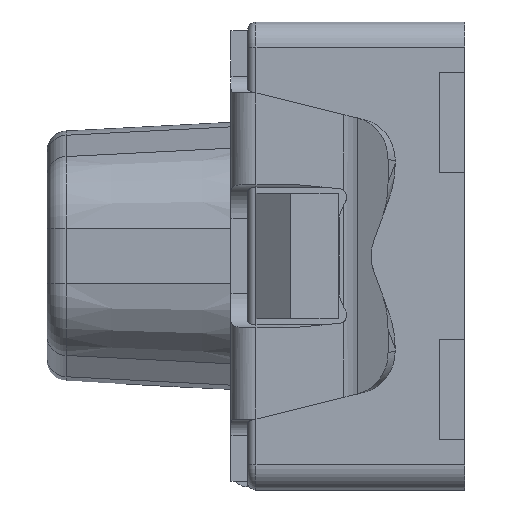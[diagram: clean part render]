
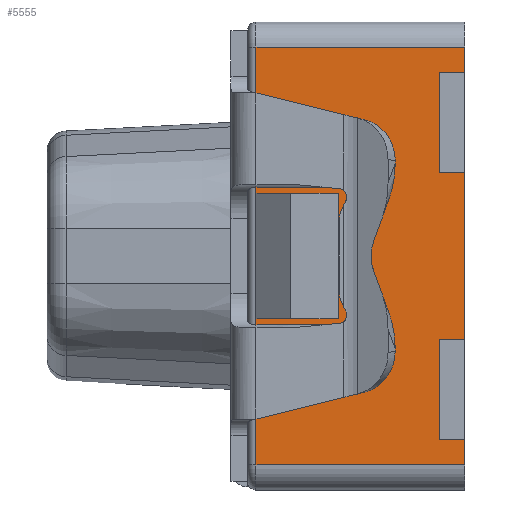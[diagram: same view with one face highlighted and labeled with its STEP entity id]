
A CAD part, left-side view. The second image highlights one B-rep face of the part: STEP entity #5555.
In plain terms, the highlighted planar face has unit normal (-1, 0, 0).
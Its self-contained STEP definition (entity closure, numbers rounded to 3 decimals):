
#41 = EDGE_CURVE ( 'NONE', #1588, #79, #3886, .T. ) ;
#78 = CARTESIAN_POINT ( 'NONE',  ( -1.9, -1.4, 1.25 ) ) ;
#79 = VERTEX_POINT ( 'NONE', #6916 ) ;
#165 = ORIENTED_EDGE ( 'NONE', *, *, #1937, .T. ) ;
#173 = DIRECTION ( 'NONE',  ( 0., 0., -1. ) ) ;
#214 = LINE ( 'NONE', #7585, #5218 ) ;
#316 = VERTEX_POINT ( 'NONE', #2916 ) ;
#464 = ORIENTED_EDGE ( 'NONE', *, *, #926, .T. ) ;
#633 = EDGE_CURVE ( 'NONE', #7113, #3304, #214, .T. ) ;
#918 = CARTESIAN_POINT ( 'NONE',  ( -1.9, -0.15, 1.25 ) ) ;
#926 = EDGE_CURVE ( 'NONE', #316, #2561, #5311, .T. ) ;
#1049 = CARTESIAN_POINT ( 'NONE',  ( -1.9, -1.4, -0.5 ) ) ;
#1076 = EDGE_LOOP ( 'NONE', ( #4006, #4710, #5084, #1321, #165, #7935, #3733, #6979, #464, #5002, #2325, #1413 ) ) ;
#1125 = VERTEX_POINT ( 'NONE', #3381 ) ;
#1254 = CARTESIAN_POINT ( 'NONE',  ( -1.9, -1.4, -1.25 ) ) ;
#1312 = CARTESIAN_POINT ( 'NONE',  ( -1.9, -1.4, -1.25 ) ) ;
#1321 = ORIENTED_EDGE ( 'NONE', *, *, #6213, .T. ) ;
#1413 = ORIENTED_EDGE ( 'NONE', *, *, #6646, .F. ) ;
#1485 = DIRECTION ( 'NONE',  ( 0., 1., 0. ) ) ;
#1497 = VERTEX_POINT ( 'NONE', #1312 ) ;
#1588 = VERTEX_POINT ( 'NONE', #918 ) ;
#1656 = CARTESIAN_POINT ( 'NONE',  ( -1.9, -7.52, -1.1 ) ) ;
#1775 = EDGE_CURVE ( 'NONE', #1497, #1125, #3766, .T. ) ;
#1778 = LINE ( 'NONE', #6982, #3977 ) ;
#1792 = LINE ( 'NONE', #5057, #7641 ) ;
#1803 = CARTESIAN_POINT ( 'NONE',  ( -1.9, -1.25, -0.5 ) ) ;
#1805 = LINE ( 'NONE', #7255, #3246 ) ;
#1865 = DIRECTION ( 'NONE',  ( 0., 0., 1. ) ) ;
#1936 = CARTESIAN_POINT ( 'NONE',  ( -1.9, -7.52, -0.5 ) ) ;
#1937 = EDGE_CURVE ( 'NONE', #5004, #6801, #6260, .T. ) ;
#2048 = DIRECTION ( 'NONE',  ( 0., 1., 0. ) ) ;
#2177 = CARTESIAN_POINT ( 'NONE',  ( -1.9, -1.4, -1.25 ) ) ;
#2246 = VECTOR ( 'NONE', #1865, 1000. ) ;
#2325 = ORIENTED_EDGE ( 'NONE', *, *, #41, .T. ) ;
#2373 = EDGE_CURVE ( 'NONE', #1125, #3304, #5297, .T. ) ;
#2561 = VERTEX_POINT ( 'NONE', #78 ) ;
#2740 = VERTEX_POINT ( 'NONE', #6319 ) ;
#2900 = VERTEX_POINT ( 'NONE', #7030 ) ;
#2916 = CARTESIAN_POINT ( 'NONE',  ( -1.9, -1.4, 1.1 ) ) ;
#3015 = VECTOR ( 'NONE', #6741, 1000. ) ;
#3246 = VECTOR ( 'NONE', #7231, 1000. ) ;
#3304 = VERTEX_POINT ( 'NONE', #3986 ) ;
#3381 = CARTESIAN_POINT ( 'NONE',  ( -1.9, -1.4, -1.1 ) ) ;
#3422 = DIRECTION ( 'NONE',  ( 0., 0., 1. ) ) ;
#3524 = VECTOR ( 'NONE', #1485, 1000. ) ;
#3530 = CARTESIAN_POINT ( 'NONE',  ( -1.9, -7.52, -1.25 ) ) ;
#3593 = LINE ( 'NONE', #1936, #4169 ) ;
#3663 = EDGE_CURVE ( 'NONE', #2900, #2740, #1805, .T. ) ;
#3733 = ORIENTED_EDGE ( 'NONE', *, *, #3663, .T. ) ;
#3766 = LINE ( 'NONE', #2177, #7423 ) ;
#3846 = DIRECTION ( 'NONE',  ( 0., -1., 0. ) ) ;
#3886 = LINE ( 'NONE', #5521, #6976 ) ;
#3977 = VECTOR ( 'NONE', #4715, 1000. ) ;
#3986 = CARTESIAN_POINT ( 'NONE',  ( -1.9, -1.25, -1.1 ) ) ;
#4006 = ORIENTED_EDGE ( 'NONE', *, *, #1775, .T. ) ;
#4071 = CARTESIAN_POINT ( 'NONE',  ( -1.9, -1.4, -1.25 ) ) ;
#4169 = VECTOR ( 'NONE', #3846, 1000. ) ;
#4390 = DIRECTION ( 'NONE',  ( 0., 0., -1. ) ) ;
#4557 = CARTESIAN_POINT ( 'NONE',  ( -1.9, -1.4, 0.5 ) ) ;
#4660 = DIRECTION ( 'NONE',  ( 0., 1., 0. ) ) ;
#4710 = ORIENTED_EDGE ( 'NONE', *, *, #2373, .T. ) ;
#4715 = DIRECTION ( 'NONE',  ( 0., -1., 0. ) ) ;
#4776 = EDGE_CURVE ( 'NONE', #6801, #2900, #1792, .T. ) ;
#4801 = EDGE_CURVE ( 'NONE', #2561, #1588, #6297, .T. ) ;
#4993 = CARTESIAN_POINT ( 'NONE',  ( -1.9, -7.52, -1.25 ) ) ;
#5002 = ORIENTED_EDGE ( 'NONE', *, *, #4801, .T. ) ;
#5004 = VERTEX_POINT ( 'NONE', #1049 ) ;
#5057 = CARTESIAN_POINT ( 'NONE',  ( -1.9, -7.52, 0.5 ) ) ;
#5084 = ORIENTED_EDGE ( 'NONE', *, *, #633, .F. ) ;
#5207 = LINE ( 'NONE', #4993, #5494 ) ;
#5218 = VECTOR ( 'NONE', #173, 1000. ) ;
#5297 = LINE ( 'NONE', #1656, #6946 ) ;
#5311 = LINE ( 'NONE', #4071, #2246 ) ;
#5494 = VECTOR ( 'NONE', #6771, 1000. ) ;
#5521 = CARTESIAN_POINT ( 'NONE',  ( -1.9, -0.15, -1.25 ) ) ;
#5555 = ADVANCED_FACE ( 'NONE', ( #7179 ), #5967, .F. ) ;
#5838 = CARTESIAN_POINT ( 'NONE',  ( -1.9, -7.52, 1.25 ) ) ;
#5866 = EDGE_CURVE ( 'NONE', #2740, #316, #1778, .T. ) ;
#5967 = PLANE ( 'NONE',  #6633 ) ;
#6213 = EDGE_CURVE ( 'NONE', #7113, #5004, #3593, .T. ) ;
#6260 = LINE ( 'NONE', #1254, #3015 ) ;
#6297 = LINE ( 'NONE', #5838, #3524 ) ;
#6319 = CARTESIAN_POINT ( 'NONE',  ( -1.9, -1.25, 1.1 ) ) ;
#6633 = AXIS2_PLACEMENT_3D ( 'NONE', #3530, #6785, #4390 ) ;
#6646 = EDGE_CURVE ( 'NONE', #1497, #79, #5207, .T. ) ;
#6741 = DIRECTION ( 'NONE',  ( 0., 0., 1. ) ) ;
#6769 = DIRECTION ( 'NONE',  ( 0., 0., -1. ) ) ;
#6771 = DIRECTION ( 'NONE',  ( 0., 1., 0. ) ) ;
#6785 = DIRECTION ( 'NONE',  ( 1., 0., 0. ) ) ;
#6801 = VERTEX_POINT ( 'NONE', #4557 ) ;
#6916 = CARTESIAN_POINT ( 'NONE',  ( -1.9, -0.15, -1.25 ) ) ;
#6946 = VECTOR ( 'NONE', #4660, 1000. ) ;
#6976 = VECTOR ( 'NONE', #6769, 1000. ) ;
#6979 = ORIENTED_EDGE ( 'NONE', *, *, #5866, .T. ) ;
#6982 = CARTESIAN_POINT ( 'NONE',  ( -1.9, -7.52, 1.1 ) ) ;
#7030 = CARTESIAN_POINT ( 'NONE',  ( -1.9, -1.25, 0.5 ) ) ;
#7113 = VERTEX_POINT ( 'NONE', #1803 ) ;
#7179 = FACE_OUTER_BOUND ( 'NONE', #1076, .T. ) ;
#7231 = DIRECTION ( 'NONE',  ( 0., 0., 1. ) ) ;
#7255 = CARTESIAN_POINT ( 'NONE',  ( -1.9, -1.25, -1.25 ) ) ;
#7423 = VECTOR ( 'NONE', #3422, 1000. ) ;
#7585 = CARTESIAN_POINT ( 'NONE',  ( -1.9, -1.25, -1.25 ) ) ;
#7641 = VECTOR ( 'NONE', #2048, 1000. ) ;
#7935 = ORIENTED_EDGE ( 'NONE', *, *, #4776, .T. ) ;
